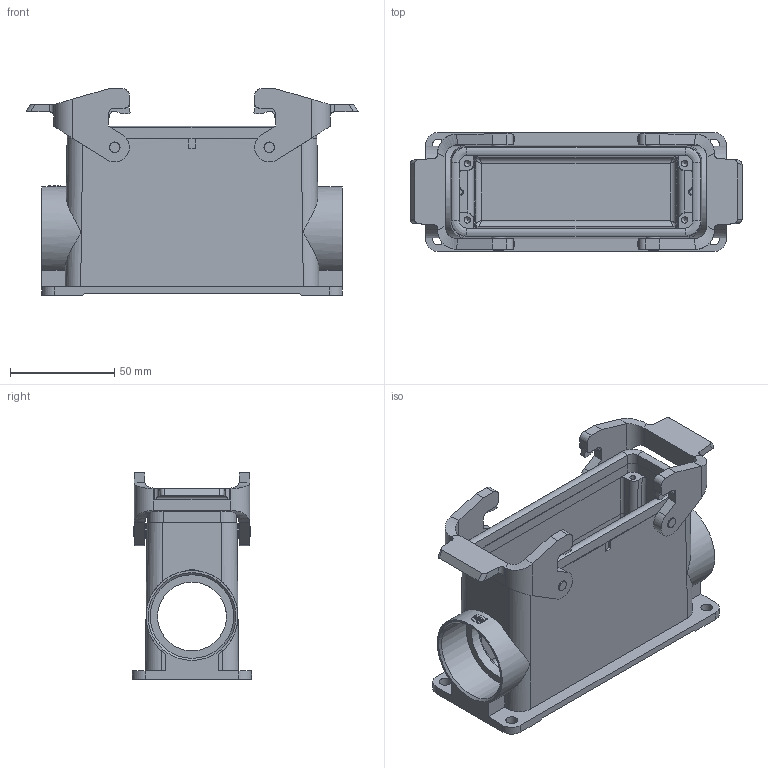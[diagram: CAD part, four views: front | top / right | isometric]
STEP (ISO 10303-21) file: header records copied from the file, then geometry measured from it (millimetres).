
FILE_DESCRIPTION(/* description */ (''),/* implementation_level */ '2;1');
FILE_NAME(/* name */ '100141887ugm000_e.stp',/* time_stamp */ '2020-05-07T07:15:32+02:00',/* author */ (''),/* organization */ (''),/* preprocessor_version */ 'ST-DEVELOPER v16.7',/* originating_system */ 'SIEMENS PLM Software NX 12.0',/* authorisation */ '');
FILE_SCHEMA (('AUTOMOTIVE_DESIGN { 1 0 10303 214 3 1 1 1 }'));
Length unit declared in the file: millimetre
Products named in the file (1): 100141887ugm000_e
Bounding box: 158.94 x 57 x 98.8 mm (x, y, z)
Volume: 164398.6 mm3; surface area: 80832.9 mm2
Topology: 3 solids, 3 shells, 424 faces, 1137 edges, 737 vertices
Faces by surface type: plane 241, cylinder 147, bspline 16, cone 14, torus 4, extrusion 2
Full cylindrical faces by diameter (mm): 0.66 x1, 0.78 x1, 3 x4, 4.8 x4, 5.13 x4, 5.6 x4, 7 x4, 33 x2, 40 x2
Entity records: 16733 total; most frequent: CARTESIAN_POINT 4372, DIRECTION 2171, ORIENTED_EDGE 2136, EDGE_CURVE 1068, AXIS2_PLACEMENT_3D 767, VERTEX_POINT 712, VECTOR 637, LINE 635
